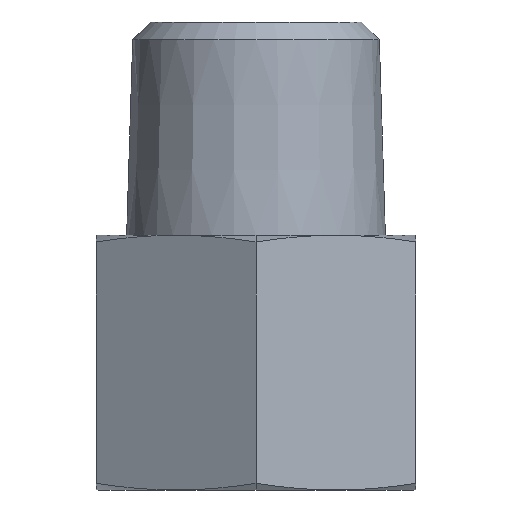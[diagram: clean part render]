
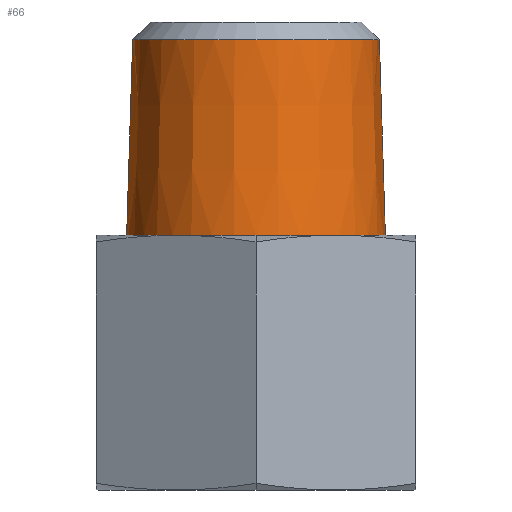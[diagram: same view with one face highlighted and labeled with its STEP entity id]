
A CAD part, front view. The second image highlights one B-rep face of the part: STEP entity #66.
In plain terms, the highlighted conical face has half-angle 1.78 degrees and reference radius 10.663 mm.
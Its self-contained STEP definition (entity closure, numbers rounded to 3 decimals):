
#66=ADVANCED_FACE('',(#166),#167,.T.);
#166=FACE_OUTER_BOUND('',#302,.T.);
#167=CONICAL_SURFACE('',#303,10.663,0.031);
#302=EDGE_LOOP('',(#432,#433,#434,#435));
#303=AXIS2_PLACEMENT_3D('',#436,#437,#438);
#432=ORIENTED_EDGE('',*,*,#769,.F.);
#433=ORIENTED_EDGE('',*,*,#770,.F.);
#434=ORIENTED_EDGE('',*,*,#771,.F.);
#435=ORIENTED_EDGE('',*,*,#772,.T.);
#436=CARTESIAN_POINT('',(0.0,0.0,8.251));
#437=DIRECTION('',(0.0,-0.0,-1.0));
#438=DIRECTION('',(1.0,0.0,0.0));
#769=EDGE_CURVE('',#897,#898,#899,.T.);
#770=EDGE_CURVE('',#900,#897,#901,.T.);
#771=EDGE_CURVE('',#902,#900,#903,.T.);
#772=EDGE_CURVE('',#902,#898,#904,.T.);
#897=VERTEX_POINT('',#1075);
#898=VERTEX_POINT('',#1076);
#899=LINE('',#1077,#1078);
#900=VERTEX_POINT('',#1079);
#901=CIRCLE('',#1080,10.406);
#902=VERTEX_POINT('',#1081);
#903=LINE('',#1082,#1083);
#904=CIRCLE('',#1084,10.919);
#1075=CARTESIAN_POINT('',(10.406,0.,16.502));
#1076=CARTESIAN_POINT('',(10.919,0.0,0.));
#1077=CARTESIAN_POINT('',(10.663,0.,8.251));
#1078=VECTOR('',#1492,1.0);
#1079=CARTESIAN_POINT('',(-10.406,0.0,16.502));
#1080=AXIS2_PLACEMENT_3D('',#1493,#1494,#1495);
#1081=CARTESIAN_POINT('',(-10.919,0.,0.));
#1082=CARTESIAN_POINT('',(-10.663,0.,8.251));
#1083=VECTOR('',#1496,1.0);
#1084=AXIS2_PLACEMENT_3D('',#1497,#1498,#1499);
#1492=DIRECTION('',(0.031,0.,-1.));
#1493=CARTESIAN_POINT('',(0.0,0.0,16.502));
#1494=DIRECTION('',(0.0,0.0,1.0));
#1495=DIRECTION('',(1.0,0.0,0.0));
#1496=DIRECTION('',(0.031,0.,1.));
#1497=CARTESIAN_POINT('',(0.0,0.0,0.));
#1498=DIRECTION('',(0.0,0.0,1.0));
#1499=DIRECTION('',(1.0,0.0,0.0));
